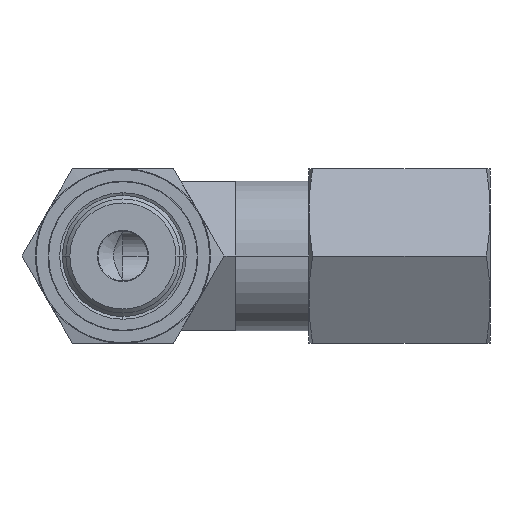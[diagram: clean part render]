
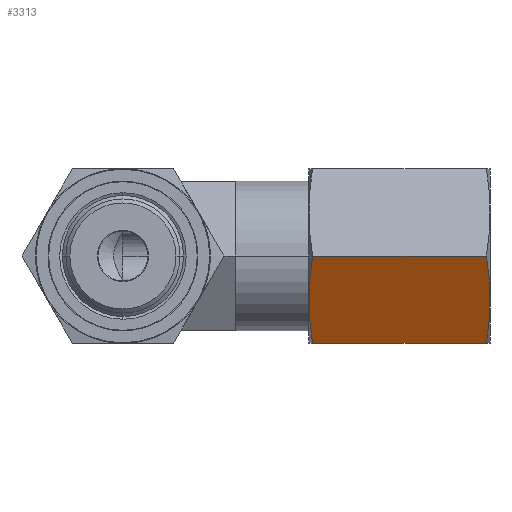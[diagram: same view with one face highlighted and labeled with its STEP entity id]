
A CAD part, front view. The second image highlights one B-rep face of the part: STEP entity #3313.
In plain terms, the highlighted planar face has unit normal (0, -0.866, -0.5).
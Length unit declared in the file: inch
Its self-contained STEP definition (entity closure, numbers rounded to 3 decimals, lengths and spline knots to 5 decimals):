
#443=DIRECTION('',(-1.,0.,0.));
#444=VECTOR('',#443,0.54802);
#445=CARTESIAN_POINT('',(1.14606,-0.15911,
-0.27559));
#446=LINE('',#445,#444);
#447=CARTESIAN_POINT('',(0.59804,-0.15911,
-0.27559));
#448=CARTESIAN_POINT('',(0.597,-0.163,
-0.26886));
#449=CARTESIAN_POINT('',(0.59504,-0.17072,
-0.25549));
#450=CARTESIAN_POINT('',(0.59253,-0.18208,
-0.23581));
#451=CARTESIAN_POINT('',(0.59043,-0.19336,
-0.21628));
#452=CARTESIAN_POINT('',(0.58876,-0.20462,
-0.19677));
#453=CARTESIAN_POINT('',(0.58753,-0.21593,
-0.17718));
#454=CARTESIAN_POINT('',(0.58678,-0.22727,
-0.15753));
#455=CARTESIAN_POINT('',(0.58661,-0.23487,
-0.14438));
#456=CARTESIAN_POINT('',(0.58661,-0.23867,
-0.1378));
#469=DIRECTION('',(-1.,0.,0.));
#470=VECTOR('',#469,0.54802);
#471=CARTESIAN_POINT('',(1.14606,-0.31822,0.));
#472=LINE('',#471,#470);
#473=CARTESIAN_POINT('',(0.58661,-0.23867,
-0.1378));
#474=CARTESIAN_POINT('',(0.58661,-0.24247,
-0.13121));
#475=CARTESIAN_POINT('',(0.58678,-0.25006,
-0.11806));
#476=CARTESIAN_POINT('',(0.58753,-0.26141,
-0.09841));
#477=CARTESIAN_POINT('',(0.58876,-0.27272,
-0.07882));
#478=CARTESIAN_POINT('',(0.59043,-0.28398,
-0.05931));
#479=CARTESIAN_POINT('',(0.59253,-0.29526,
-0.03978));
#480=CARTESIAN_POINT('',(0.59504,-0.30662,
-0.0201));
#481=CARTESIAN_POINT('',(0.597,-0.31434,
-0.00673));
#482=CARTESIAN_POINT('',(0.59804,-0.31822,0.));
#651=CARTESIAN_POINT('',(1.15748,-0.23867,
-0.1378));
#652=CARTESIAN_POINT('',(1.15748,-0.23487,
-0.14438));
#653=CARTESIAN_POINT('',(1.15731,-0.22727,
-0.15753));
#654=CARTESIAN_POINT('',(1.15656,-0.21593,
-0.17718));
#655=CARTESIAN_POINT('',(1.15534,-0.20462,
-0.19677));
#656=CARTESIAN_POINT('',(1.15366,-0.19336,
-0.21628));
#657=CARTESIAN_POINT('',(1.15156,-0.18208,
-0.23581));
#658=CARTESIAN_POINT('',(1.14905,-0.17072,
-0.25549));
#659=CARTESIAN_POINT('',(1.1471,-0.163,
-0.26886));
#660=CARTESIAN_POINT('',(1.14606,-0.15911,
-0.27559));
#662=CARTESIAN_POINT('',(1.14606,-0.31822,0.));
#663=CARTESIAN_POINT('',(1.1471,-0.31434,
-0.00673));
#664=CARTESIAN_POINT('',(1.14905,-0.30662,
-0.0201));
#665=CARTESIAN_POINT('',(1.15156,-0.29526,
-0.03978));
#666=CARTESIAN_POINT('',(1.15366,-0.28398,
-0.05931));
#667=CARTESIAN_POINT('',(1.15534,-0.27272,
-0.07882));
#668=CARTESIAN_POINT('',(1.15656,-0.26141,
-0.09841));
#669=CARTESIAN_POINT('',(1.15731,-0.25006,
-0.11806));
#670=CARTESIAN_POINT('',(1.15748,-0.24247,
-0.13121));
#671=CARTESIAN_POINT('',(1.15748,-0.23867,
-0.1378));
#2553=VERTEX_POINT('',#447);
#2554=VERTEX_POINT('',#456);
#2555=CARTESIAN_POINT('',(1.14606,-0.15911,
-0.27559));
#2556=VERTEX_POINT('',#2555);
#2557=VERTEX_POINT('',#651);
#2558=VERTEX_POINT('',#662);
#2559=CARTESIAN_POINT('',(0.59804,-0.31822,0.));
#2560=VERTEX_POINT('',#2559);
#3296=CARTESIAN_POINT('',(0.58661,-0.15911,
-0.27559));
#3297=DIRECTION('',(0.,-0.866,-0.5));
#3298=DIRECTION('',(0.,0.5,-0.866));
#3299=AXIS2_PLACEMENT_3D('',#3296,#3297,#3298);
#3300=PLANE('',#3299);
#3301=ORIENTED_EDGE('',*,*,#3282,.T.);
#3303=ORIENTED_EDGE('',*,*,#3302,.T.);
#3305=ORIENTED_EDGE('',*,*,#3304,.F.);
#3307=ORIENTED_EDGE('',*,*,#3306,.T.);
#3309=ORIENTED_EDGE('',*,*,#3308,.T.);
#3310=ORIENTED_EDGE('',*,*,#3259,.T.);
#3311=EDGE_LOOP('',(#3301,#3303,#3305,#3307,#3309,#3310));
#3312=FACE_OUTER_BOUND('',#3311,.F.);
#3313=ADVANCED_FACE('',(#3312),#3300,.T.);
#457=B_SPLINE_CURVE_WITH_KNOTS('',3,(#447,#448,#449,#450,#451,#452,#453,#454,
#455,#456),.UNSPECIFIED.,.F.,.F.,(4,1,1,1,1,1,1,4),(0.,0.14286,
0.28571,0.42857,0.57143,0.71429,
0.85714,1.),.UNSPECIFIED.);
#483=B_SPLINE_CURVE_WITH_KNOTS('',3,(#473,#474,#475,#476,#477,#478,#479,#480,
#481,#482),.UNSPECIFIED.,.F.,.F.,(4,1,1,1,1,1,1,4),(0.,0.14286,
0.28571,0.42857,0.57143,0.71429,
0.85714,1.),.UNSPECIFIED.);
#661=B_SPLINE_CURVE_WITH_KNOTS('',3,(#651,#652,#653,#654,#655,#656,#657,#658,
#659,#660),.UNSPECIFIED.,.F.,.F.,(4,1,1,1,1,1,1,4),(0.,0.14286,
0.28571,0.42857,0.57143,0.71429,
0.85714,1.),.UNSPECIFIED.);
#672=B_SPLINE_CURVE_WITH_KNOTS('',3,(#662,#663,#664,#665,#666,#667,#668,#669,
#670,#671),.UNSPECIFIED.,.F.,.F.,(4,1,1,1,1,1,1,4),(0.,0.14286,
0.28571,0.42857,0.57143,0.71429,
0.85714,1.),.UNSPECIFIED.);
#3259=EDGE_CURVE('',#2556,#2553,#446,.T.);
#3282=EDGE_CURVE('',#2553,#2554,#457,.T.);
#3302=EDGE_CURVE('',#2554,#2560,#483,.T.);
#3304=EDGE_CURVE('',#2558,#2560,#472,.T.);
#3306=EDGE_CURVE('',#2558,#2557,#672,.T.);
#3308=EDGE_CURVE('',#2557,#2556,#661,.T.);
